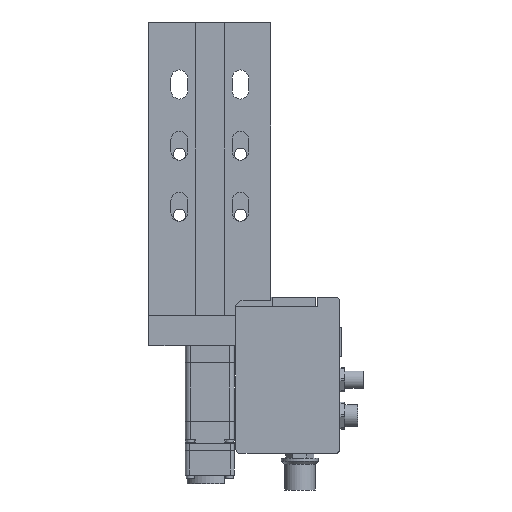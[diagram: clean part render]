
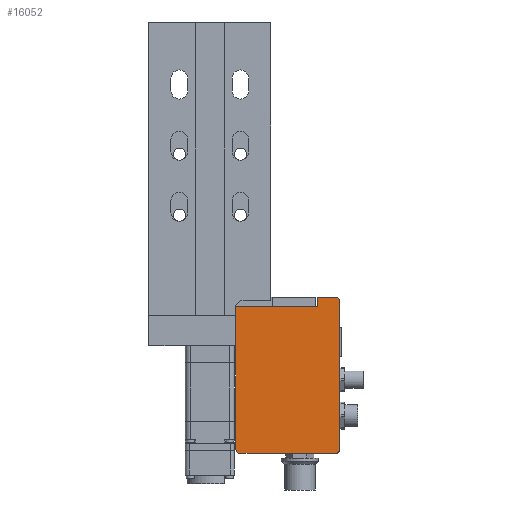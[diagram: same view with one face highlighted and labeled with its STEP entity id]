
A CAD part, front view. The second image highlights one B-rep face of the part: STEP entity #16052.
In plain terms, the highlighted planar face has unit normal (0, -1, 0).
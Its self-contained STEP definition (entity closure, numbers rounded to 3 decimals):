
#204 = AXIS2_PLACEMENT_3D ( 'NONE', #11308, #5607, #5851 ) ;
#233 = CARTESIAN_POINT ( 'NONE',  ( 53.25, -10.1, 19.9 ) ) ;
#295 = VERTEX_POINT ( 'NONE', #9867 ) ;
#399 = EDGE_CURVE ( 'NONE', #4953, #10814, #8327, .T. ) ;
#602 = EDGE_CURVE ( 'NONE', #6610, #10705, #16999, .T. ) ;
#623 = EDGE_CURVE ( 'NONE', #7153, #3183, #17242, .T. ) ;
#763 = VERTEX_POINT ( 'NONE', #8782 ) ;
#923 = DIRECTION ( 'NONE',  ( 0., -1., 0. ) ) ;
#1155 = CARTESIAN_POINT ( 'NONE',  ( 43.85, -10.1, 15.9 ) ) ;
#1255 = LINE ( 'NONE', #9566, #2069 ) ;
#1372 = EDGE_CURVE ( 'NONE', #763, #10814, #14175, .T. ) ;
#1504 = EDGE_CURVE ( 'NONE', #6610, #7153, #1255, .T. ) ;
#1514 = ORIENTED_EDGE ( 'NONE', *, *, #399, .T. ) ;
#1693 = VERTEX_POINT ( 'NONE', #15458 ) ;
#1813 = CARTESIAN_POINT ( 'NONE',  ( 53.25, -10.1, -44.1 ) ) ;
#1818 = PLANE ( 'NONE',  #204 ) ;
#2054 = DIRECTION ( 'NONE',  ( 0., 0., 1. ) ) ;
#2069 = VECTOR ( 'NONE', #8243, 1000. ) ;
#2137 = LINE ( 'NONE', #10218, #13732 ) ;
#2449 = AXIS2_PLACEMENT_3D ( 'NONE', #14570, #8050, #10601 ) ;
#2568 = DIRECTION ( 'NONE',  ( 1., 0., 0. ) ) ;
#2730 = CARTESIAN_POINT ( 'NONE',  ( 12.3, -10.1, -42.4 ) ) ;
#3183 = VERTEX_POINT ( 'NONE', #1155 ) ;
#3483 = VECTOR ( 'NONE', #16988, 1000. ) ;
#3523 = CARTESIAN_POINT ( 'NONE',  ( 10.6, -10.1, 15.9 ) ) ;
#3657 = CARTESIAN_POINT ( 'NONE',  ( 53.25, -10.1, 18.2 ) ) ;
#4453 = DIRECTION ( 'NONE',  ( -1., 0., 0. ) ) ;
#4675 = CARTESIAN_POINT ( 'NONE',  ( 51.55, -10.1, 18.2 ) ) ;
#4770 = DIRECTION ( 'NONE',  ( 0., 0., 1. ) ) ;
#4953 = VERTEX_POINT ( 'NONE', #3657 ) ;
#5161 = VECTOR ( 'NONE', #4453, 1000. ) ;
#5422 = ORIENTED_EDGE ( 'NONE', *, *, #8958, .F. ) ;
#5426 = EDGE_CURVE ( 'NONE', #3183, #763, #2137, .T. ) ;
#5480 = CARTESIAN_POINT ( 'NONE',  ( 12.3, -10.1, -44.1 ) ) ;
#5579 = DIRECTION ( 'NONE',  ( 0., 0., -1. ) ) ;
#5607 = DIRECTION ( 'NONE',  ( 0., 1., 0. ) ) ;
#5794 = ORIENTED_EDGE ( 'NONE', *, *, #16926, .T. ) ;
#5851 = DIRECTION ( 'NONE',  ( 0., 0., 1. ) ) ;
#5941 = FACE_OUTER_BOUND ( 'NONE', #11970, .T. ) ;
#6556 = ORIENTED_EDGE ( 'NONE', *, *, #1504, .F. ) ;
#6610 = VERTEX_POINT ( 'NONE', #10935 ) ;
#7153 = VERTEX_POINT ( 'NONE', #3523 ) ;
#7234 = AXIS2_PLACEMENT_3D ( 'NONE', #4675, #923, #4770 ) ;
#7679 = ORIENTED_EDGE ( 'NONE', *, *, #623, .F. ) ;
#8050 = DIRECTION ( 'NONE',  ( 0., -1., 0. ) ) ;
#8056 = CIRCLE ( 'NONE', #2449, 1.7 ) ;
#8243 = DIRECTION ( 'NONE',  ( 0., 0., 1. ) ) ;
#8327 = CIRCLE ( 'NONE', #7234, 1.7 ) ;
#8782 = CARTESIAN_POINT ( 'NONE',  ( 43.85, -10.1, 19.9 ) ) ;
#8958 = EDGE_CURVE ( 'NONE', #1693, #10705, #12610, .T. ) ;
#9123 = AXIS2_PLACEMENT_3D ( 'NONE', #2730, #14516, #16174 ) ;
#9231 = CARTESIAN_POINT ( 'NONE',  ( 10.6, -10.1, 15.9 ) ) ;
#9566 = CARTESIAN_POINT ( 'NONE',  ( 10.6, -10.1, -44.1 ) ) ;
#9867 = CARTESIAN_POINT ( 'NONE',  ( 53.25, -10.1, -42.4 ) ) ;
#9977 = VECTOR ( 'NONE', #2568, 1000. ) ;
#10185 = ORIENTED_EDGE ( 'NONE', *, *, #5426, .F. ) ;
#10218 = CARTESIAN_POINT ( 'NONE',  ( 43.85, -10.1, 15.9 ) ) ;
#10601 = DIRECTION ( 'NONE',  ( 0., 0., 1. ) ) ;
#10705 = VERTEX_POINT ( 'NONE', #5480 ) ;
#10814 = VERTEX_POINT ( 'NONE', #12579 ) ;
#10935 = CARTESIAN_POINT ( 'NONE',  ( 10.6, -10.1, -42.4 ) ) ;
#10945 = VECTOR ( 'NONE', #5579, 1000. ) ;
#11308 = CARTESIAN_POINT ( 'NONE',  ( 0., -10.1, 0. ) ) ;
#11970 = EDGE_LOOP ( 'NONE', ( #6556, #13197, #5422, #5794, #16582, #1514, #16469, #10185, #7679 ) ) ;
#12237 = LINE ( 'NONE', #233, #10945 ) ;
#12579 = CARTESIAN_POINT ( 'NONE',  ( 51.55, -10.1, 19.9 ) ) ;
#12610 = LINE ( 'NONE', #1813, #5161 ) ;
#13197 = ORIENTED_EDGE ( 'NONE', *, *, #602, .T. ) ;
#13732 = VECTOR ( 'NONE', #2054, 1000. ) ;
#14175 = LINE ( 'NONE', #15663, #3483 ) ;
#14516 = DIRECTION ( 'NONE',  ( 0., -1., 0. ) ) ;
#14570 = CARTESIAN_POINT ( 'NONE',  ( 51.55, -10.1, -42.4 ) ) ;
#15339 = EDGE_CURVE ( 'NONE', #4953, #295, #12237, .T. ) ;
#15458 = CARTESIAN_POINT ( 'NONE',  ( 51.55, -10.1, -44.1 ) ) ;
#15663 = CARTESIAN_POINT ( 'NONE',  ( 43.85, -10.1, 19.9 ) ) ;
#16052 = ADVANCED_FACE ( 'NONE', ( #5941 ), #1818, .F. ) ;
#16174 = DIRECTION ( 'NONE',  ( 0., 0., 1. ) ) ;
#16469 = ORIENTED_EDGE ( 'NONE', *, *, #1372, .F. ) ;
#16582 = ORIENTED_EDGE ( 'NONE', *, *, #15339, .F. ) ;
#16926 = EDGE_CURVE ( 'NONE', #1693, #295, #8056, .T. ) ;
#16988 = DIRECTION ( 'NONE',  ( 1., 0., 0. ) ) ;
#16999 = CIRCLE ( 'NONE', #9123, 1.7 ) ;
#17242 = LINE ( 'NONE', #9231, #9977 ) ;
